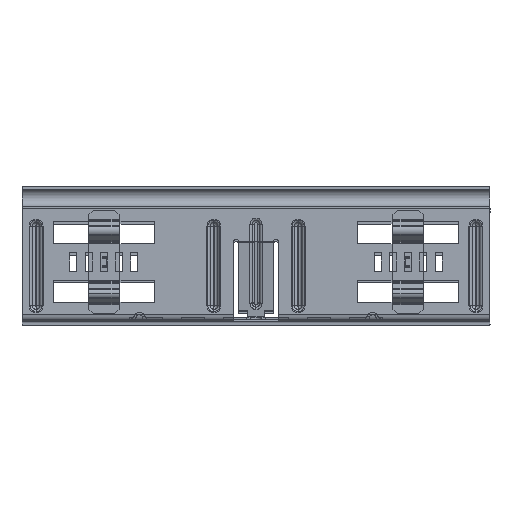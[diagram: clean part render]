
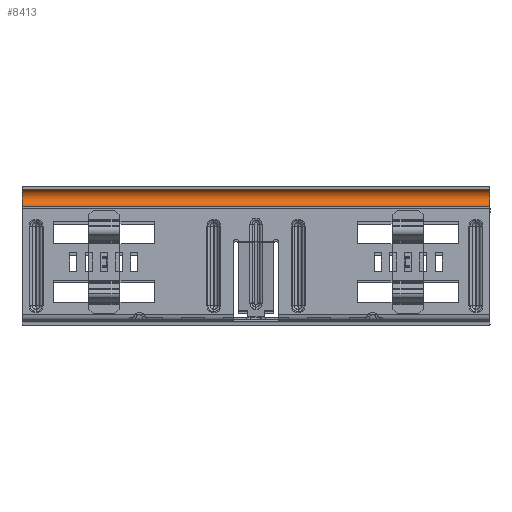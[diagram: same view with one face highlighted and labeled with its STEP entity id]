
A CAD part, top view. The second image highlights one B-rep face of the part: STEP entity #8413.
In plain terms, the highlighted cylindrical face has radius 3.7 mm (diameter 7.4 mm), a partial arc.
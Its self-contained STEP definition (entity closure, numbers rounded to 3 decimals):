
#372 = VERTEX_POINT ( 'NONE', #19122 ) ;
#1116 = CARTESIAN_POINT ( 'NONE',  ( 4.75, 56.571, 100. ) ) ;
#1244 = DIRECTION ( 'NONE',  ( 0., 0., -1. ) ) ;
#2382 = ORIENTED_EDGE ( 'NONE', *, *, #18012, .T. ) ;
#2476 = ORIENTED_EDGE ( 'NONE', *, *, #13987, .F. ) ;
#2649 = VERTEX_POINT ( 'NONE', #15386 ) ;
#2681 = CARTESIAN_POINT ( 'NONE',  ( 4.75, 49.171, 100. ) ) ;
#3191 = VECTOR ( 'NONE', #4299, 1000. ) ;
#3224 = AXIS2_PLACEMENT_3D ( 'NONE', #7236, #15245, #18481 ) ;
#3231 = CARTESIAN_POINT ( 'NONE',  ( 4.75, 52.871, 100. ) ) ;
#3619 = VECTOR ( 'NONE', #1244, 1000. ) ;
#4299 = DIRECTION ( 'NONE',  ( 0., 0., -1. ) ) ;
#4836 = DIRECTION ( 'NONE',  ( 0., -1., 0. ) ) ;
#5123 = ORIENTED_EDGE ( 'NONE', *, *, #18975, .T. ) ;
#5822 = EDGE_LOOP ( 'NONE', ( #5123, #2476, #17530, #2382 ) ) ;
#7090 = CIRCLE ( 'NONE', #8720, 3.7 ) ;
#7236 = CARTESIAN_POINT ( 'NONE',  ( 4.75, 52.871, 200.417 ) ) ;
#7310 = DIRECTION ( 'NONE',  ( 0., 0., -1. ) ) ;
#7836 = LINE ( 'NONE', #1116, #3619 ) ;
#8413 = ADVANCED_FACE ( 'NONE', ( #9103 ), #12893, .F. ) ;
#8720 = AXIS2_PLACEMENT_3D ( 'NONE', #16945, #7310, #18544 ) ;
#9103 = FACE_OUTER_BOUND ( 'NONE', #5822, .T. ) ;
#9833 = VERTEX_POINT ( 'NONE', #11980 ) ;
#11980 = CARTESIAN_POINT ( 'NONE',  ( 4.75, 49.171, 100. ) ) ;
#12893 = CYLINDRICAL_SURFACE ( 'NONE', #3224, 3.7 ) ;
#13987 = EDGE_CURVE ( 'NONE', #9833, #372, #15951, .T. ) ;
#14417 = DIRECTION ( 'NONE',  ( 0., 0., 1. ) ) ;
#15245 = DIRECTION ( 'NONE',  ( 0., 0., -1. ) ) ;
#15386 = CARTESIAN_POINT ( 'NONE',  ( 4.75, 56.571, -100. ) ) ;
#15807 = VERTEX_POINT ( 'NONE', #18812 ) ;
#15951 = LINE ( 'NONE', #2681, #3191 ) ;
#16945 = CARTESIAN_POINT ( 'NONE',  ( 4.75, 52.871, -100. ) ) ;
#17485 = AXIS2_PLACEMENT_3D ( 'NONE', #3231, #14417, #4836 ) ;
#17530 = ORIENTED_EDGE ( 'NONE', *, *, #19792, .T. ) ;
#18012 = EDGE_CURVE ( 'NONE', #15807, #2649, #7836, .T. ) ;
#18481 = DIRECTION ( 'NONE',  ( 0., 1., 0. ) ) ;
#18544 = DIRECTION ( 'NONE',  ( 0., 1., 0. ) ) ;
#18812 = CARTESIAN_POINT ( 'NONE',  ( 4.75, 56.571, 100. ) ) ;
#18975 = EDGE_CURVE ( 'NONE', #2649, #372, #7090, .T. ) ;
#19122 = CARTESIAN_POINT ( 'NONE',  ( 4.75, 49.171, -100. ) ) ;
#19792 = EDGE_CURVE ( 'NONE', #9833, #15807, #20354, .T. ) ;
#20354 = CIRCLE ( 'NONE', #17485, 3.7 ) ;
